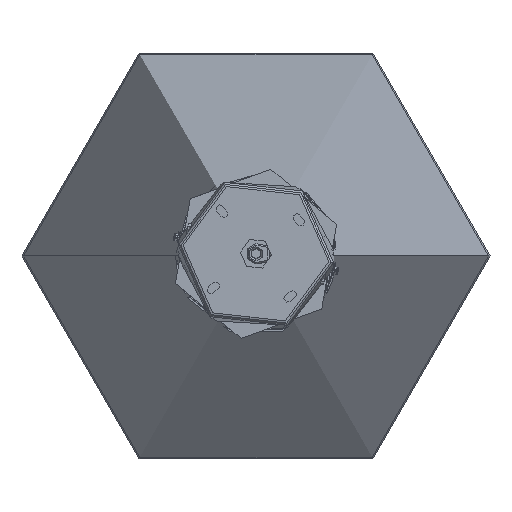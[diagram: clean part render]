
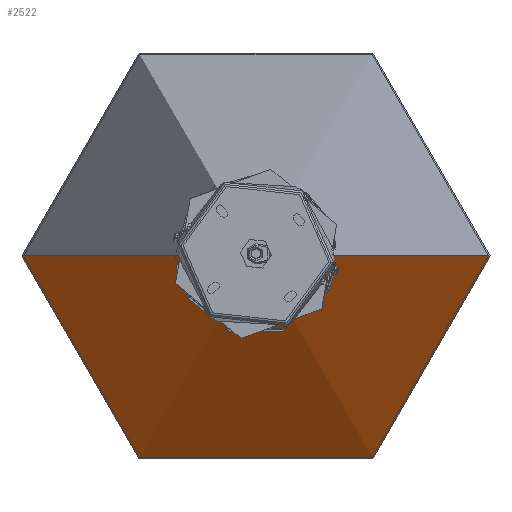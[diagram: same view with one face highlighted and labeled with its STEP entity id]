
A CAD part, top view. The second image highlights one B-rep face of the part: STEP entity #2522.
In plain terms, the highlighted conical face has half-angle 25 degrees and reference radius 150 mm.
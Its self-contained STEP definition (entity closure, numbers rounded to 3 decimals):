
#1451 = DIRECTION ( 'NONE',  ( 0., 0., -1. ) ) ;
#1703 = EDGE_CURVE ( 'NONE', #10186, #3081, #7910, .T. ) ;
#2260 = FACE_OUTER_BOUND ( 'NONE', #21725, .T. ) ;
#2479 = ORIENTED_EDGE ( 'NONE', *, *, #16046, .T. ) ;
#2522 = ADVANCED_FACE ( 'NONE', ( #2260 ), #17236, .T. ) ;
#3081 = VERTEX_POINT ( 'NONE', #10370 ) ;
#3133 = AXIS2_PLACEMENT_3D ( 'NONE', #3759, #10615, #17438 ) ;
#3759 = CARTESIAN_POINT ( 'NONE',  ( 0., 0., 0. ) ) ;
#4262 = LINE ( 'NONE', #20705, #10419 ) ;
#5126 = DIRECTION ( 'NONE',  ( -1., 0., 0. ) ) ;
#6210 = ORIENTED_EDGE ( 'NONE', *, *, #9894, .T. ) ;
#7270 = CARTESIAN_POINT ( 'NONE',  ( 0., 0., 0. ) ) ;
#7424 = DIRECTION ( 'NONE',  ( 0., 0., 1. ) ) ;
#7563 = ORIENTED_EDGE ( 'NONE', *, *, #1703, .T. ) ;
#7910 = CIRCLE ( 'NONE', #14999, 10.915 ) ;
#8605 = DIRECTION ( 'NONE',  ( -0.423, 0., -0.906 ) ) ;
#9882 = CARTESIAN_POINT ( 'NONE',  ( -150., 0., 0. ) ) ;
#9894 = EDGE_CURVE ( 'NONE', #3081, #12434, #4262, .T. ) ;
#10123 = CARTESIAN_POINT ( 'NONE',  ( 150., 0., 0. ) ) ;
#10186 = VERTEX_POINT ( 'NONE', #11493 ) ;
#10370 = CARTESIAN_POINT ( 'NONE',  ( -10.915, 0., 298.268 ) ) ;
#10419 = VECTOR ( 'NONE', #8605, 1000. ) ;
#10615 = DIRECTION ( 'NONE',  ( 0., 0., -1. ) ) ;
#11493 = CARTESIAN_POINT ( 'NONE',  ( 10.915, 0., 298.268 ) ) ;
#11701 = CARTESIAN_POINT ( 'NONE',  ( 150., 0., 0. ) ) ;
#12434 = VERTEX_POINT ( 'NONE', #9882 ) ;
#14999 = AXIS2_PLACEMENT_3D ( 'NONE', #21938, #1451, #5126 ) ;
#15321 = AXIS2_PLACEMENT_3D ( 'NONE', #7270, #7424, #20939 ) ;
#16046 = EDGE_CURVE ( 'NONE', #12434, #21848, #18304, .T. ) ;
#16680 = EDGE_CURVE ( 'NONE', #10186, #21848, #16926, .T. ) ;
#16926 = LINE ( 'NONE', #11701, #20128 ) ;
#17236 = CONICAL_SURFACE ( 'NONE', #3133, 150., 0.436 ) ;
#17438 = DIRECTION ( 'NONE',  ( 1., 0., 0. ) ) ;
#17803 = ORIENTED_EDGE ( 'NONE', *, *, #16680, .F. ) ;
#18304 = CIRCLE ( 'NONE', #15321, 150. ) ;
#20128 = VECTOR ( 'NONE', #22018, 1000. ) ;
#20705 = CARTESIAN_POINT ( 'NONE',  ( -150., 0., 0. ) ) ;
#20939 = DIRECTION ( 'NONE',  ( 1., 0., 0. ) ) ;
#21725 = EDGE_LOOP ( 'NONE', ( #7563, #6210, #2479, #17803 ) ) ;
#21848 = VERTEX_POINT ( 'NONE', #10123 ) ;
#21938 = CARTESIAN_POINT ( 'NONE',  ( 0., 0., 298.268 ) ) ;
#22018 = DIRECTION ( 'NONE',  ( 0.423, 0., -0.906 ) ) ;
